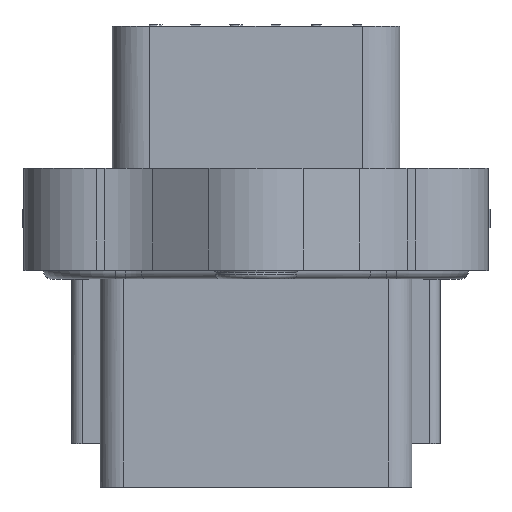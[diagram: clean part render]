
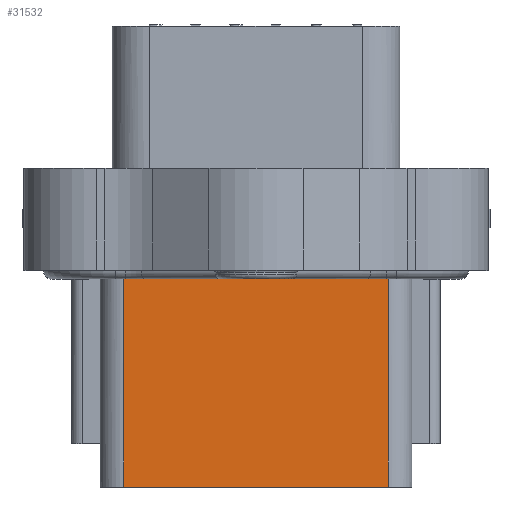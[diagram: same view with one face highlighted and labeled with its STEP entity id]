
A CAD part, top view. The second image highlights one B-rep face of the part: STEP entity #31532.
In plain terms, the highlighted planar face has unit normal (0, 0, 1).
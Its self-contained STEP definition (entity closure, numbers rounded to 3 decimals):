
#6350=DIRECTION('',(0.,-1.,0.));
#6351=VECTOR('',#6350,0.5);
#6352=CARTESIAN_POINT('',(-14.825,23.75,11.1));
#6353=LINE('',#6352,#6351);
#6359=DIRECTION('',(1.,0.,0.));
#6360=VECTOR('',#6359,29.65);
#6361=CARTESIAN_POINT('',(-14.825,23.75,11.1));
#6362=LINE('',#6361,#6360);
#6363=DIRECTION('',(0.,-1.,0.));
#6364=VECTOR('',#6363,0.5);
#6365=CARTESIAN_POINT('',(14.825,23.75,11.1));
#6366=LINE('',#6365,#6364);
#6367=DIRECTION('',(-1.,0.,0.));
#6368=VECTOR('',#6367,0.3);
#6369=CARTESIAN_POINT('',(14.825,23.25,11.1));
#6370=LINE('',#6369,#6368);
#6371=CARTESIAN_POINT('',(-14.825,23.25,11.1));
#6372=CARTESIAN_POINT('',(-14.725,23.25,11.1));
#6373=CARTESIAN_POINT('',(-14.625,23.25,11.1));
#6374=CARTESIAN_POINT('',(-14.525,23.25,11.097));
#6540=CARTESIAN_POINT('',(-14.525,23.25,11.097));
#6592=DIRECTION('',(0.,-1.,0.));
#6593=VECTOR('',#6592,23.35);
#6594=CARTESIAN_POINT('',(-14.525,23.25,11.097));
#6595=LINE('',#6594,#6593);
#6622=DIRECTION('',(-1.,0.,0.));
#6623=VECTOR('',#6622,29.05);
#6624=CARTESIAN_POINT('',(14.525,-0.1,11.1));
#6625=LINE('',#6624,#6623);
#7914=DIRECTION('',(0.,1.,0.));
#7915=VECTOR('',#7914,23.35);
#7916=CARTESIAN_POINT('',(14.525,-0.1,11.1));
#7917=LINE('',#7916,#7915);
#22158=CARTESIAN_POINT('',(-14.525,-0.1,11.1));
#22160=VERTEX_POINT('',#22158);
#22168=CARTESIAN_POINT('',(14.525,-0.1,11.1));
#22169=VERTEX_POINT('',#22168);
#22769=CARTESIAN_POINT('',(-14.825,23.25,11.1));
#22770=VERTEX_POINT('',#22769);
#22800=CARTESIAN_POINT('',(14.825,23.25,11.1));
#22802=VERTEX_POINT('',#22800);
#22811=CARTESIAN_POINT('',(14.525,23.25,11.1));
#22812=VERTEX_POINT('',#22811);
#22816=VERTEX_POINT('',#6540);
#24387=CARTESIAN_POINT('',(-14.825,23.75,11.1));
#24388=CARTESIAN_POINT('',(14.825,23.75,11.1));
#24389=VERTEX_POINT('',#24387);
#24390=VERTEX_POINT('',#24388);
#31511=CARTESIAN_POINT('',(-17.125,0.,11.1));
#31512=DIRECTION('',(0.,0.,1.));
#31513=DIRECTION('',(1.,0.,0.));
#31514=AXIS2_PLACEMENT_3D('',#31511,#31512,#31513);
#31515=PLANE('',#31514);
#31516=ORIENTED_EDGE('',*,*,#27311,.T.);
#31518=ORIENTED_EDGE('',*,*,#31517,.T.);
#31520=ORIENTED_EDGE('',*,*,#31519,.T.);
#31522=ORIENTED_EDGE('',*,*,#31521,.F.);
#31524=ORIENTED_EDGE('',*,*,#31523,.T.);
#31526=ORIENTED_EDGE('',*,*,#31525,.F.);
#31528=ORIENTED_EDGE('',*,*,#31527,.F.);
#31529=ORIENTED_EDGE('',*,*,#31502,.F.);
#31530=EDGE_LOOP('',(#31516,#31518,#31520,#31522,#31524,#31526,#31528,#31529));
#31531=FACE_OUTER_BOUND('',#31530,.F.);
#31532=ADVANCED_FACE('',(#31531),#31515,.T.);
#6375=B_SPLINE_CURVE_WITH_KNOTS('',3,(#6371,#6372,#6373,#6374),.UNSPECIFIED.,
.F.,.F.,(4,4),(0.,1.),.UNSPECIFIED.);
#27311=EDGE_CURVE('',#24389,#24390,#6362,.T.);
#31502=EDGE_CURVE('',#24389,#22770,#6353,.T.);
#31517=EDGE_CURVE('',#24390,#22802,#6366,.T.);
#31519=EDGE_CURVE('',#22802,#22812,#6370,.T.);
#31521=EDGE_CURVE('',#22169,#22812,#7917,.T.);
#31523=EDGE_CURVE('',#22169,#22160,#6625,.T.);
#31525=EDGE_CURVE('',#22816,#22160,#6595,.T.);
#31527=EDGE_CURVE('',#22770,#22816,#6375,.T.);
